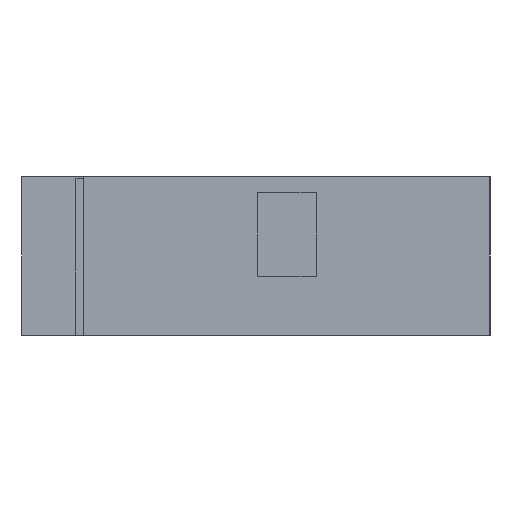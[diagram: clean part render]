
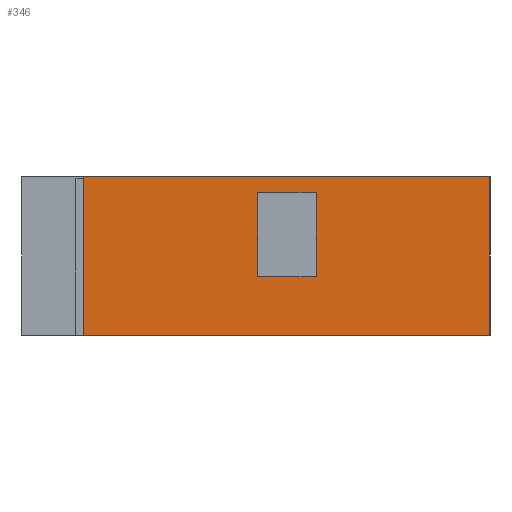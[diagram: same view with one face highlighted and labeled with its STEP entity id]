
A CAD part, left-side view. The second image highlights one B-rep face of the part: STEP entity #346.
In plain terms, the highlighted planar face has unit normal (-1, 0, 0).
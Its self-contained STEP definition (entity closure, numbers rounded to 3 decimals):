
#346=ADVANCED_FACE('',(#2750,#2752),#2754,.T.);
#2750=FACE_BOUND('',#2751,.T.);
#2751=EDGE_LOOP('',(#6683,#6684,#6685,#6686));
#2752=FACE_BOUND('',#2753,.T.);
#2753=EDGE_LOOP('',(#6687,#6688,#6689,#6690));
#2754=PLANE('',#2755);
#2755=AXIS2_PLACEMENT_3D('',#2756,#2757,#2758);
#2756=CARTESIAN_POINT('',(-205.599,33.,0.));
#2757=DIRECTION('',(-1.,0.,0.));
#2758=DIRECTION('',(0.,-1.,0.));
#6683=ORIENTED_EDGE('',*,*,#8259,.T.);
#6684=ORIENTED_EDGE('',*,*,#9200,.F.);
#6685=ORIENTED_EDGE('',*,*,#9213,.T.);
#6686=ORIENTED_EDGE('',*,*,#8536,.T.);
#6687=ORIENTED_EDGE('',*,*,#9214,.T.);
#6688=ORIENTED_EDGE('',*,*,#9215,.T.);
#6689=ORIENTED_EDGE('',*,*,#9216,.T.);
#6690=ORIENTED_EDGE('',*,*,#9217,.T.);
#8259=EDGE_CURVE('',#9655,#10252,#10254,.F.);
#8536=EDGE_CURVE('',#10802,#9655,#10803,.T.);
#9200=EDGE_CURVE('',#11833,#10252,#11835,.T.);
#9213=EDGE_CURVE('',#11833,#10802,#11860,.T.);
#9214=EDGE_CURVE('',#11861,#11862,#11863,.F.);
#9215=EDGE_CURVE('',#11862,#11864,#11865,.F.);
#9216=EDGE_CURVE('',#11864,#11866,#11867,.F.);
#9217=EDGE_CURVE('',#11866,#11861,#11868,.F.);
#9655=VERTEX_POINT('',#12477);
#10252=VERTEX_POINT('',#13672);
#10254=LINE('',#13676,#13677);
#10802=VERTEX_POINT('',#14783);
#10803=LINE('',#14784,#14785);
#11833=VERTEX_POINT('',#17155);
#11835=LINE('',#17159,#17160);
#11860=LINE('',#17210,#17211);
#11861=VERTEX_POINT('',#17213);
#11862=VERTEX_POINT('',#17214);
#11863=LINE('',#17215,#17216);
#11864=VERTEX_POINT('',#17218);
#11865=LINE('',#17219,#17220);
#11866=VERTEX_POINT('',#17222);
#11867=LINE('',#17223,#17224);
#11868=LINE('',#17226,#17227);
#12477=CARTESIAN_POINT('',(-205.599,-71.,137.5));
#13672=CARTESIAN_POINT('',(-205.599,33.,137.5));
#13676=CARTESIAN_POINT('',(-205.599,33.,137.5));
#13677=VECTOR('',#13678,1.);
#13678=DIRECTION('',(0.,-1.,0.));
#14783=CARTESIAN_POINT('',(-205.599,-71.,97.));
#14784=CARTESIAN_POINT('',(-205.599,-71.,97.));
#14785=VECTOR('',#14786,1.);
#14786=DIRECTION('',(0.,0.,1.));
#17155=CARTESIAN_POINT('',(-205.599,33.,97.));
#17159=CARTESIAN_POINT('',(-205.599,33.,97.));
#17160=VECTOR('',#17161,1.);
#17161=DIRECTION('',(0.,0.,1.));
#17210=CARTESIAN_POINT('',(-205.599,33.,97.));
#17211=VECTOR('',#17212,1.);
#17212=DIRECTION('',(0.,-1.,0.));
#17213=CARTESIAN_POINT('',(-205.599,-26.5,133.5));
#17214=CARTESIAN_POINT('',(-205.599,-26.5,112.));
#17215=CARTESIAN_POINT('',(-205.599,-26.5,112.));
#17216=VECTOR('',#17217,1.);
#17217=DIRECTION('',(0.,0.,1.));
#17218=CARTESIAN_POINT('',(-205.599,-11.5,112.));
#17219=CARTESIAN_POINT('',(-205.599,-11.5,112.));
#17220=VECTOR('',#17221,1.);
#17221=DIRECTION('',(0.,-1.,0.));
#17222=CARTESIAN_POINT('',(-205.599,-11.5,133.5));
#17223=CARTESIAN_POINT('',(-205.599,-11.5,133.5));
#17224=VECTOR('',#17225,1.);
#17225=DIRECTION('',(0.,0.,-1.));
#17226=CARTESIAN_POINT('',(-205.599,-26.5,133.5));
#17227=VECTOR('',#17228,1.);
#17228=DIRECTION('',(0.,1.,0.));
